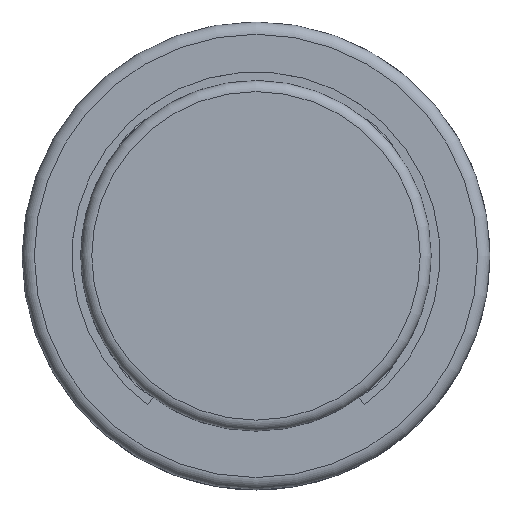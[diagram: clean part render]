
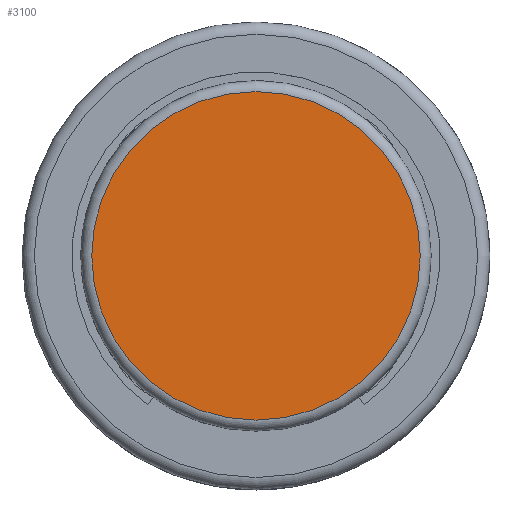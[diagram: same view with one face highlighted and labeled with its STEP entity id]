
A CAD part, top view. The second image highlights one B-rep face of the part: STEP entity #3100.
In plain terms, the highlighted planar face has unit normal (0, 0, 1).
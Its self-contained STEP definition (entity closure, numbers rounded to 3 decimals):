
#208=PLANE('',#3534);
#382=FACE_OUTER_BOUND('',#588,.T.);
#588=EDGE_LOOP('',(#2787));
#1282=CIRCLE('',#3526,18.75);
#1549=VERTEX_POINT('',#5388);
#1962=EDGE_CURVE('',#1549,#1549,#1282,.T.);
#2787=ORIENTED_EDGE('',*,*,#1962,.F.);
#3100=ADVANCED_FACE('',(#382),#208,.T.);
#3526=AXIS2_PLACEMENT_3D('',#5389,#4440,#4441);
#3534=AXIS2_PLACEMENT_3D('',#5407,#4459,#4460);
#4440=DIRECTION('center_axis',(0.,0.,-1.));
#4441=DIRECTION('ref_axis',(-1.,0.,0.));
#4459=DIRECTION('center_axis',(0.,0.,1.));
#4460=DIRECTION('ref_axis',(-1.,0.,0.));
#5388=CARTESIAN_POINT('',(-18.75,0.,14.5));
#5389=CARTESIAN_POINT('Origin',(0.,0.,14.5));
#5407=CARTESIAN_POINT('Origin',(0.,0.,14.5));
